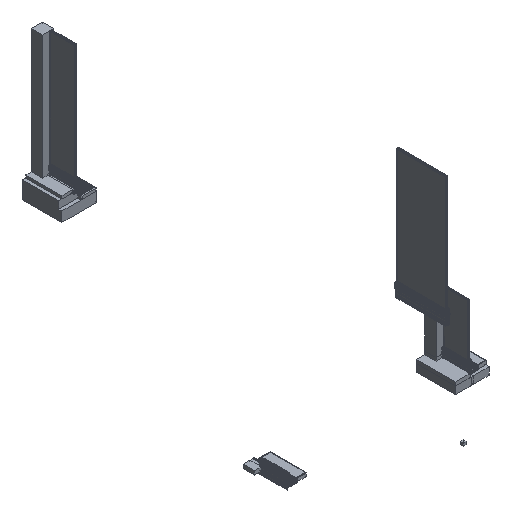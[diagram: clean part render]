
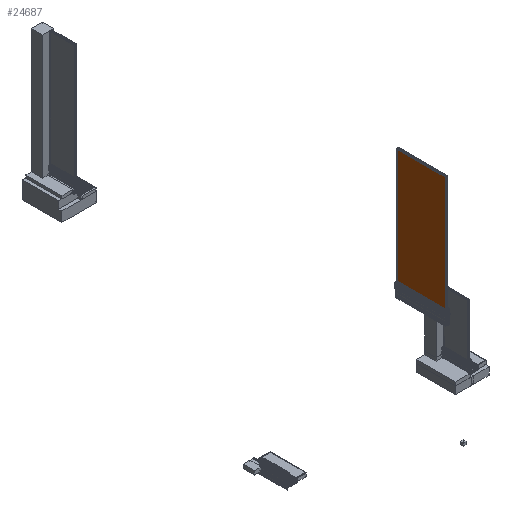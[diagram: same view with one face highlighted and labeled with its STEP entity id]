
A CAD part, isometric view. The second image highlights one B-rep face of the part: STEP entity #24687.
In plain terms, the highlighted planar face has unit normal (-1, 0, 0).
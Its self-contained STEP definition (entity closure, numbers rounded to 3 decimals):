
#24687=ADVANCED_FACE('',(#48149),#48150,.T.);
#48149=FACE_OUTER_BOUND('',#74116,.T.);
#48150=PLANE('',#74117);
#74116=EDGE_LOOP('',(#132916,#132917,#132918,#132919));
#74117=AXIS2_PLACEMENT_3D('',#132920,#132921,#132922);
#132916=ORIENTED_EDGE('',*,*,#159941,.T.);
#132917=ORIENTED_EDGE('',*,*,#157664,.F.);
#132918=ORIENTED_EDGE('',*,*,#166928,.F.);
#132919=ORIENTED_EDGE('',*,*,#155999,.T.);
#132920=CARTESIAN_POINT('',(-138.912,176.971,3158.248));
#132921=DIRECTION('',(-1.0,0.0,0.0));
#132922=DIRECTION('',(0.0,0.,1.0));
#155999=EDGE_CURVE('',#188664,#188662,#188665,.T.);
#157664=EDGE_CURVE('',#191450,#191445,#191452,.T.);
#159941=EDGE_CURVE('',#188662,#191445,#195131,.T.);
#166928=EDGE_CURVE('',#188664,#191450,#205480,.T.);
#188662=VERTEX_POINT('',#233384);
#188664=VERTEX_POINT('',#233387);
#188665=LINE('',#233388,#233389);
#191445=VERTEX_POINT('',#237137);
#191450=VERTEX_POINT('',#237144);
#191452=LINE('',#237147,#237148);
#195131=LINE('',#242215,#242216);
#205480=LINE('',#256594,#256595);
#233384=CARTESIAN_POINT('',(-138.912,1076.971,4208.248));
#233387=CARTESIAN_POINT('',(-138.912,176.971,4208.248));
#233388=CARTESIAN_POINT('',(-138.912,176.971,4208.248));
#233389=VECTOR('',#280094,1.0);
#237137=CARTESIAN_POINT('',(-138.912,1076.971,2108.248));
#237144=CARTESIAN_POINT('',(-138.912,176.971,2108.248));
#237147=CARTESIAN_POINT('',(-138.912,176.971,2108.248));
#237148=VECTOR('',#282275,1.0);
#242215=CARTESIAN_POINT('',(-138.912,1076.971,4208.248));
#242216=VECTOR('',#285081,1.0);
#256594=CARTESIAN_POINT('',(-138.912,176.971,4208.248));
#256595=VECTOR('',#292924,1.0);
#280094=DIRECTION('',(0.0,1.0,0.));
#282275=DIRECTION('',(0.0,1.0,0.));
#285081=DIRECTION('',(0.0,0.,-1.0));
#292924=DIRECTION('',(0.0,0.,-1.0));
